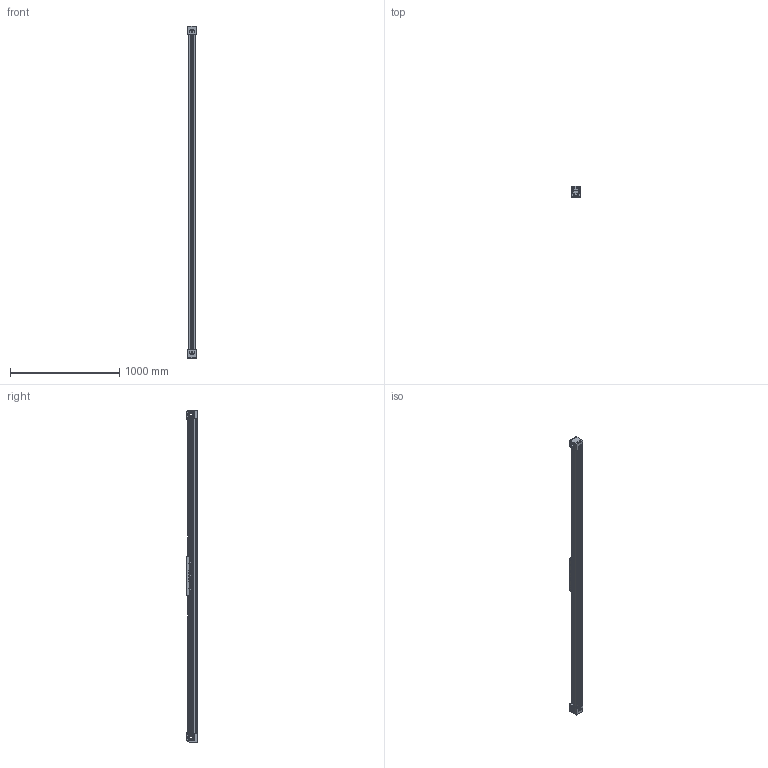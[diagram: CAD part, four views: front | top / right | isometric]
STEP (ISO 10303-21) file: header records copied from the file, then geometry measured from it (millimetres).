
FILE_DESCRIPTION (( 'STEP AP214' ), '1' );
FILE_NAME ('BLM60-2500.STEP', '2023-02-28T09:18:32', ( '' ), ( '' ), 'SwSTEP 2.0', 'SolidWorks 2023', '' );
FILE_SCHEMA (( 'AUTOMOTIVE_DESIGN' ));
Length unit declared in the file: millimetre
Products named in the file (1): BLM60-2500
Bounding box: 80 x 104 x 3036 mm (x, y, z)
Volume: 10802424.9 mm3; surface area: 2199187.8 mm2
Topology: 117 solids, 117 shells, 5825 faces, 16286 edges, 10648 vertices
Faces by surface type: plane 3255, cylinder 2202, torus 176, sphere 116, cone 52, bspline 24
Entity records: 255360 total; most frequent: CARTESIAN_POINT 37290, DIRECTION 32300, ORIENTED_EDGE 31868, EDGE_CURVE 15934, VECTOR 10840, LINE 10840, AXIS2_PLACEMENT_3D 10730, VERTEX_POINT 10536
